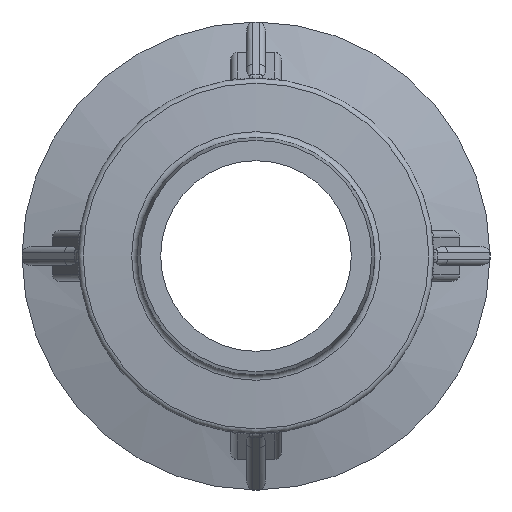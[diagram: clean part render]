
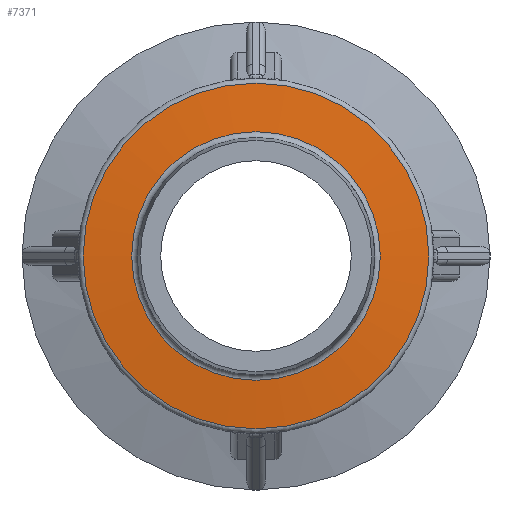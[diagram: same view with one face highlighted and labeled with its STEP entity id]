
A CAD part, front view. The second image highlights one B-rep face of the part: STEP entity #7371.
In plain terms, the highlighted conical face has half-angle 84.911 degrees and reference radius 46.077 mm.
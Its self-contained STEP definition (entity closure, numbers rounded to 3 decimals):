
#50=CONICAL_SURFACE('',#8078,46.077,84.911);
#104=FACE_BOUND('',#2304,.T.);
#1818=FACE_OUTER_BOUND('',#2303,.T.);
#2303=EDGE_LOOP('',(#6753));
#2304=EDGE_LOOP('',(#6754));
#2536=CIRCLE('',#8076,39.323);
#2537=CIRCLE('',#8079,54.653);
#3546=VERTEX_POINT('',#15406);
#3547=VERTEX_POINT('',#15410);
#4609=EDGE_CURVE('',#3546,#3546,#2536,.T.);
#4610=EDGE_CURVE('',#3547,#3547,#2537,.T.);
#6753=ORIENTED_EDGE('',*,*,#4610,.F.);
#6754=ORIENTED_EDGE('',*,*,#4609,.F.);
#7371=ADVANCED_FACE('',(#1818,#104),#50,.T.);
#8076=AXIS2_PLACEMENT_3D('',#15407,#9991,#9992);
#8078=AXIS2_PLACEMENT_3D('',#15409,#9995,#9996);
#8079=AXIS2_PLACEMENT_3D('',#15411,#9997,#9998);
#9991=DIRECTION('center_axis',(0.,-1.,0.));
#9992=DIRECTION('ref_axis',(1.,0.,0.));
#9995=DIRECTION('center_axis',(0.,1.,0.));
#9996=DIRECTION('ref_axis',(-1.,0.,0.));
#9997=DIRECTION('center_axis',(0.,1.,0.));
#9998=DIRECTION('ref_axis',(1.,0.,0.));
#15406=CARTESIAN_POINT('',(-39.323,41.211,0.));
#15407=CARTESIAN_POINT('Origin',(0.,41.211,0.));
#15409=CARTESIAN_POINT('Origin',(0.,41.812,0.));
#15410=CARTESIAN_POINT('',(-54.653,42.576,0.));
#15411=CARTESIAN_POINT('Origin',(0.,42.576,0.));
